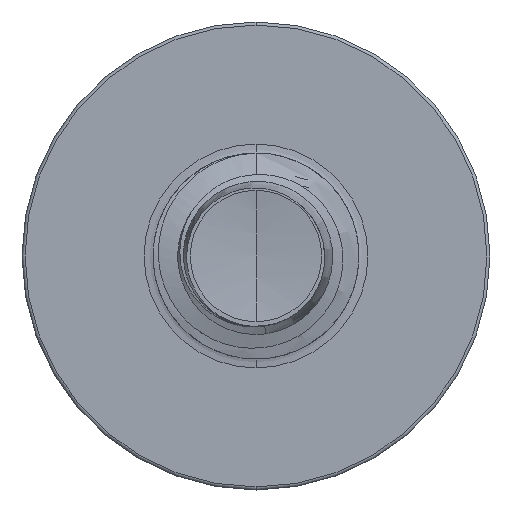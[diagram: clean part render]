
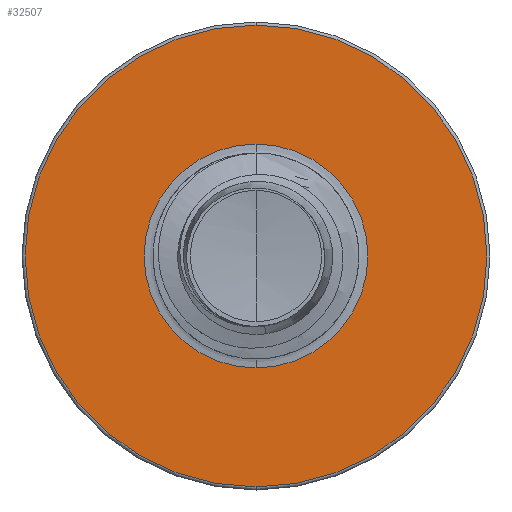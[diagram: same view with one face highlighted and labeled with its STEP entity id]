
A CAD part, front view. The second image highlights one B-rep face of the part: STEP entity #32507.
In plain terms, the highlighted planar face has unit normal (0, -1, 0).
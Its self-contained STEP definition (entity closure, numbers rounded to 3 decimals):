
#979 = CARTESIAN_POINT ( 'NONE',  ( 0., 8.5, 0. ) ) ;
#1701 = FACE_BOUND ( 'NONE', #12202, .T. ) ;
#2568 = AXIS2_PLACEMENT_3D ( 'NONE', #23525, #31188, #15935 ) ;
#2655 = CARTESIAN_POINT ( 'NONE',  ( 0., 8.5, 0. ) ) ;
#2978 = PLANE ( 'NONE',  #2568 ) ;
#3551 = DIRECTION ( 'NONE',  ( 0., 0., 1. ) ) ;
#3749 = VERTEX_POINT ( 'NONE', #28726 ) ;
#4464 = AXIS2_PLACEMENT_3D ( 'NONE', #6468, #24328, #9026 ) ;
#5227 = DIRECTION ( 'NONE',  ( 0., 0., 1. ) ) ;
#5663 = AXIS2_PLACEMENT_3D ( 'NONE', #979, #18863, #3551 ) ;
#5824 = ORIENTED_EDGE ( 'NONE', *, *, #29560, .F. ) ;
#6468 = CARTESIAN_POINT ( 'NONE',  ( 0., 8.5, 0. ) ) ;
#9026 = DIRECTION ( 'NONE',  ( 0., 0., 1. ) ) ;
#9865 = VERTEX_POINT ( 'NONE', #30504 ) ;
#12202 = EDGE_LOOP ( 'NONE', ( #23464, #22776 ) ) ;
#13027 = AXIS2_PLACEMENT_3D ( 'NONE', #29896, #14626, #32449 ) ;
#13537 = VERTEX_POINT ( 'NONE', #31215 ) ;
#14626 = DIRECTION ( 'NONE',  ( 0., 1., 0. ) ) ;
#15019 = EDGE_LOOP ( 'NONE', ( #23144, #5824 ) ) ;
#15316 = FACE_OUTER_BOUND ( 'NONE', #15019, .T. ) ;
#15355 = CIRCLE ( 'NONE', #4464, 2.467 ) ;
#15935 = DIRECTION ( 'NONE',  ( 0., 0., 1. ) ) ;
#16904 = CIRCLE ( 'NONE', #20332, 1.196 ) ;
#17300 = EDGE_CURVE ( 'NONE', #28380, #13537, #23820, .T. ) ;
#18863 = DIRECTION ( 'NONE',  ( 0., 1., 0. ) ) ;
#18910 = CIRCLE ( 'NONE', #13027, 1.196 ) ;
#20332 = AXIS2_PLACEMENT_3D ( 'NONE', #2655, #20526, #5227 ) ;
#20526 = DIRECTION ( 'NONE',  ( 0., 1., 0. ) ) ;
#22776 = ORIENTED_EDGE ( 'NONE', *, *, #29898, .T. ) ;
#23144 = ORIENTED_EDGE ( 'NONE', *, *, #17300, .F. ) ;
#23464 = ORIENTED_EDGE ( 'NONE', *, *, #32141, .T. ) ;
#23525 = CARTESIAN_POINT ( 'NONE',  ( 0., 8.5, -1.196 ) ) ;
#23820 = CIRCLE ( 'NONE', #5663, 2.467 ) ;
#24328 = DIRECTION ( 'NONE',  ( 0., 1., 0. ) ) ;
#25261 = CARTESIAN_POINT ( 'NONE',  ( 0., 8.5, 2.467 ) ) ;
#28380 = VERTEX_POINT ( 'NONE', #25261 ) ;
#28726 = CARTESIAN_POINT ( 'NONE',  ( 0., 8.5, -1.196 ) ) ;
#29560 = EDGE_CURVE ( 'NONE', #13537, #28380, #15355, .T. ) ;
#29896 = CARTESIAN_POINT ( 'NONE',  ( 0., 8.5, 0. ) ) ;
#29898 = EDGE_CURVE ( 'NONE', #3749, #9865, #18910, .T. ) ;
#30504 = CARTESIAN_POINT ( 'NONE',  ( 0., 8.5, 1.196 ) ) ;
#31188 = DIRECTION ( 'NONE',  ( 0., 1., 0. ) ) ;
#31215 = CARTESIAN_POINT ( 'NONE',  ( 0., 8.5, -2.467 ) ) ;
#32141 = EDGE_CURVE ( 'NONE', #9865, #3749, #16904, .T. ) ;
#32449 = DIRECTION ( 'NONE',  ( 0., 0., 1. ) ) ;
#32507 = ADVANCED_FACE ( 'NONE', ( #15316, #1701 ), #2978, .F. ) ;
